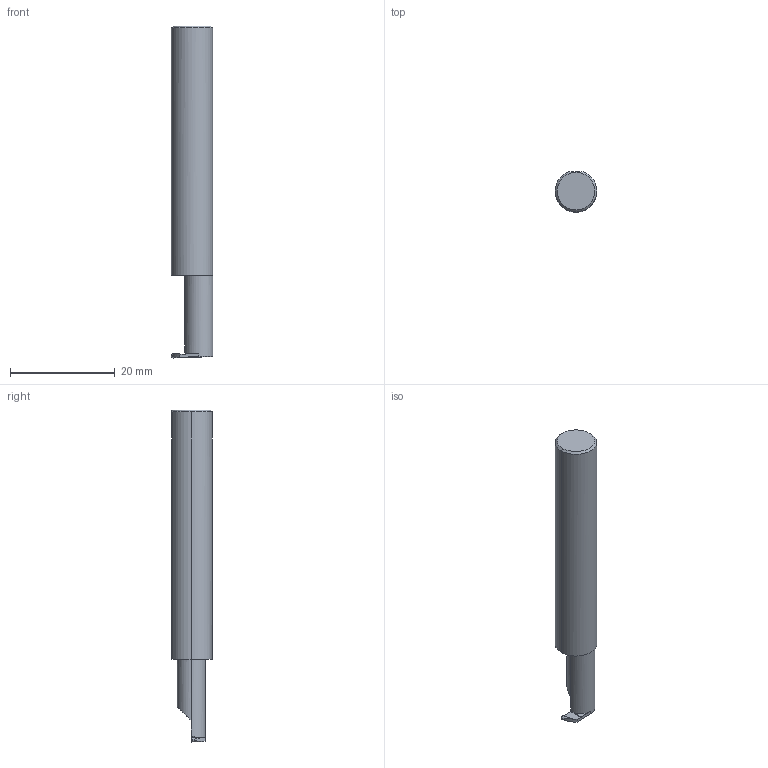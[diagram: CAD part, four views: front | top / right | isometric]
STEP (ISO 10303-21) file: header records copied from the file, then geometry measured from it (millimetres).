
FILE_DESCRIPTION (( 'STEP AP214' ), '1' );
FILE_NAME ('Micro_FR-033-10X.STEP', '2021-09-08T12:34:43', ( '' ), ( '' ), 'SwSTEP 2.0', 'SolidWorks 2020', '' );
FILE_SCHEMA (( 'AUTOMOTIVE_DESIGN' ));
Length unit declared in the file: inch
Products named in the file (1): Micro_FR-033-10X
Bounding box: 7.94 x 7.68 x 63.48 mm (x, y, z)
Volume: 2636.2 mm3; surface area: 1536.9 mm2
Topology: 1 solids, 1 shells, 21 faces, 50 edges, 31 vertices
Faces by surface type: plane 10, cylinder 9, cone 2
Entity records: 673 total; most frequent: CARTESIAN_POINT 167, ORIENTED_EDGE 100, DIRECTION 95, EDGE_CURVE 50, AXIS2_PLACEMENT_3D 35, VERTEX_POINT 31, LINE 25, VECTOR 25
